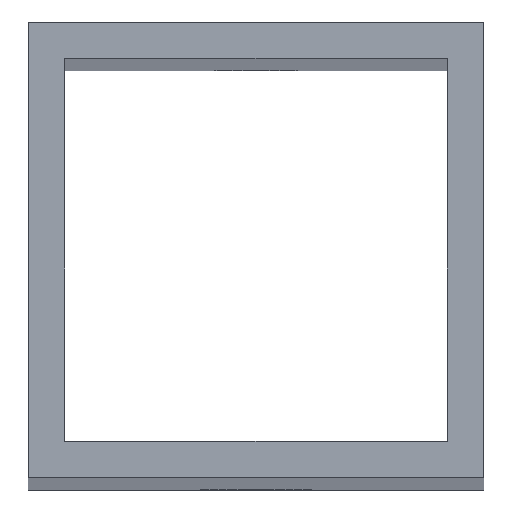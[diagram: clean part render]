
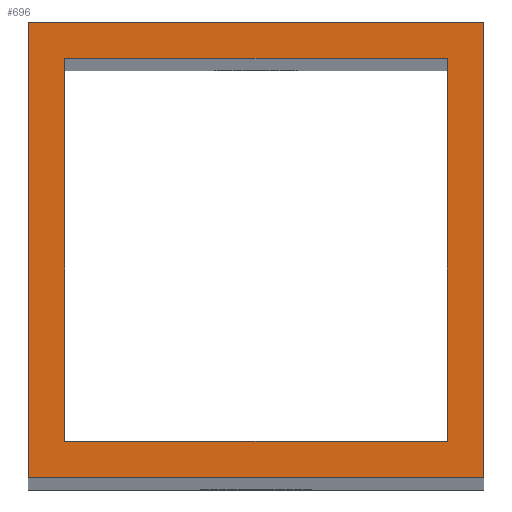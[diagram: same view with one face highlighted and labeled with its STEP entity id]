
A CAD part, top view. The second image highlights one B-rep face of the part: STEP entity #696.
In plain terms, the highlighted planar face has unit normal (0, 0, 1).
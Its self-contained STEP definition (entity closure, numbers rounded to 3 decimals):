
#1 = DIRECTION ( 'NONE',  ( 0., 1., 0. ) ) ;
#23 = EDGE_CURVE ( 'NONE', #678, #912, #750, .T. ) ;
#27 = DIRECTION ( 'NONE',  ( 1., 0., 0. ) ) ;
#85 = ORIENTED_EDGE ( 'NONE', *, *, #265, .F. ) ;
#86 = CARTESIAN_POINT ( 'NONE',  ( -12.5, 12.5, 380. ) ) ;
#127 = CARTESIAN_POINT ( 'NONE',  ( 12.5, -12.5, 380. ) ) ;
#147 = LINE ( 'NONE', #525, #681 ) ;
#200 = EDGE_CURVE ( 'NONE', #1094, #855, #305, .T. ) ;
#201 = EDGE_CURVE ( 'NONE', #1094, #678, #674, .T. ) ;
#217 = CARTESIAN_POINT ( 'NONE',  ( -12.5, 12.5, 380. ) ) ;
#235 = PLANE ( 'NONE',  #959 ) ;
#265 = EDGE_CURVE ( 'NONE', #855, #912, #1048, .T. ) ;
#284 = ORIENTED_EDGE ( 'NONE', *, *, #428, .T. ) ;
#298 = DIRECTION ( 'NONE',  ( 1., 0., 0. ) ) ;
#305 = LINE ( 'NONE', #578, #466 ) ;
#342 = DIRECTION ( 'NONE',  ( 0., -1., 0. ) ) ;
#343 = CARTESIAN_POINT ( 'NONE',  ( -10.5, -10.5, 380. ) ) ;
#357 = ORIENTED_EDGE ( 'NONE', *, *, #753, .T. ) ;
#359 = DIRECTION ( 'NONE',  ( 1., 0., 0. ) ) ;
#377 = CARTESIAN_POINT ( 'NONE',  ( -10.5, -10.5, 380. ) ) ;
#428 = EDGE_CURVE ( 'NONE', #889, #932, #1005, .T. ) ;
#429 = ORIENTED_EDGE ( 'NONE', *, *, #23, .T. ) ;
#445 = CARTESIAN_POINT ( 'NONE',  ( 12.5, 12.5, 380. ) ) ;
#466 = VECTOR ( 'NONE', #782, 1000. ) ;
#503 = LINE ( 'NONE', #1162, #744 ) ;
#525 = CARTESIAN_POINT ( 'NONE',  ( -10.5, -10.5, 380. ) ) ;
#549 = EDGE_CURVE ( 'NONE', #932, #1125, #839, .T. ) ;
#560 = CARTESIAN_POINT ( 'NONE',  ( 10.5, -10.5, 380. ) ) ;
#578 = CARTESIAN_POINT ( 'NONE',  ( -12.5, 12.5, 380. ) ) ;
#614 = DIRECTION ( 'NONE',  ( -1., 0., 0. ) ) ;
#669 = CARTESIAN_POINT ( 'NONE',  ( -12.5, -12.5, 380. ) ) ;
#674 = LINE ( 'NONE', #669, #816 ) ;
#678 = VERTEX_POINT ( 'NONE', #127 ) ;
#681 = VECTOR ( 'NONE', #1071, 1000. ) ;
#696 = ADVANCED_FACE ( 'NONE', ( #810, #722 ), #235, .F. ) ;
#700 = EDGE_LOOP ( 'NONE', ( #843, #357, #284, #994 ) ) ;
#721 = VECTOR ( 'NONE', #27, 1000. ) ;
#722 = FACE_OUTER_BOUND ( 'NONE', #1192, .T. ) ;
#744 = VECTOR ( 'NONE', #342, 1000. ) ;
#750 = LINE ( 'NONE', #1040, #940 ) ;
#753 = EDGE_CURVE ( 'NONE', #916, #889, #147, .T. ) ;
#754 = CARTESIAN_POINT ( 'NONE',  ( -10.5, 10.5, 380. ) ) ;
#764 = EDGE_CURVE ( 'NONE', #1125, #916, #503, .T. ) ;
#782 = DIRECTION ( 'NONE',  ( 0., 1., 0. ) ) ;
#783 = ORIENTED_EDGE ( 'NONE', *, *, #201, .T. ) ;
#810 = FACE_BOUND ( 'NONE', #700, .T. ) ;
#816 = VECTOR ( 'NONE', #298, 1000. ) ;
#839 = LINE ( 'NONE', #754, #1054 ) ;
#843 = ORIENTED_EDGE ( 'NONE', *, *, #764, .T. ) ;
#855 = VERTEX_POINT ( 'NONE', #86 ) ;
#889 = VERTEX_POINT ( 'NONE', #377 ) ;
#908 = CARTESIAN_POINT ( 'NONE',  ( -12.5, 12.5, 380. ) ) ;
#912 = VERTEX_POINT ( 'NONE', #445 ) ;
#916 = VERTEX_POINT ( 'NONE', #560 ) ;
#932 = VERTEX_POINT ( 'NONE', #1211 ) ;
#940 = VECTOR ( 'NONE', #1, 1000. ) ;
#957 = ORIENTED_EDGE ( 'NONE', *, *, #200, .F. ) ;
#959 = AXIS2_PLACEMENT_3D ( 'NONE', #908, #1085, #614 ) ;
#991 = DIRECTION ( 'NONE',  ( 0., 1., 0. ) ) ;
#994 = ORIENTED_EDGE ( 'NONE', *, *, #549, .T. ) ;
#1005 = LINE ( 'NONE', #343, #1175 ) ;
#1040 = CARTESIAN_POINT ( 'NONE',  ( 12.5, 12.5, 380. ) ) ;
#1048 = LINE ( 'NONE', #217, #721 ) ;
#1054 = VECTOR ( 'NONE', #359, 1000. ) ;
#1069 = CARTESIAN_POINT ( 'NONE',  ( -12.5, -12.5, 380. ) ) ;
#1071 = DIRECTION ( 'NONE',  ( -1., 0., 0. ) ) ;
#1085 = DIRECTION ( 'NONE',  ( 0., 0., -1. ) ) ;
#1088 = CARTESIAN_POINT ( 'NONE',  ( 10.5, 10.5, 380. ) ) ;
#1094 = VERTEX_POINT ( 'NONE', #1069 ) ;
#1125 = VERTEX_POINT ( 'NONE', #1088 ) ;
#1162 = CARTESIAN_POINT ( 'NONE',  ( 10.5, -10.5, 380. ) ) ;
#1175 = VECTOR ( 'NONE', #991, 1000. ) ;
#1192 = EDGE_LOOP ( 'NONE', ( #429, #85, #957, #783 ) ) ;
#1211 = CARTESIAN_POINT ( 'NONE',  ( -10.5, 10.5, 380. ) ) ;
